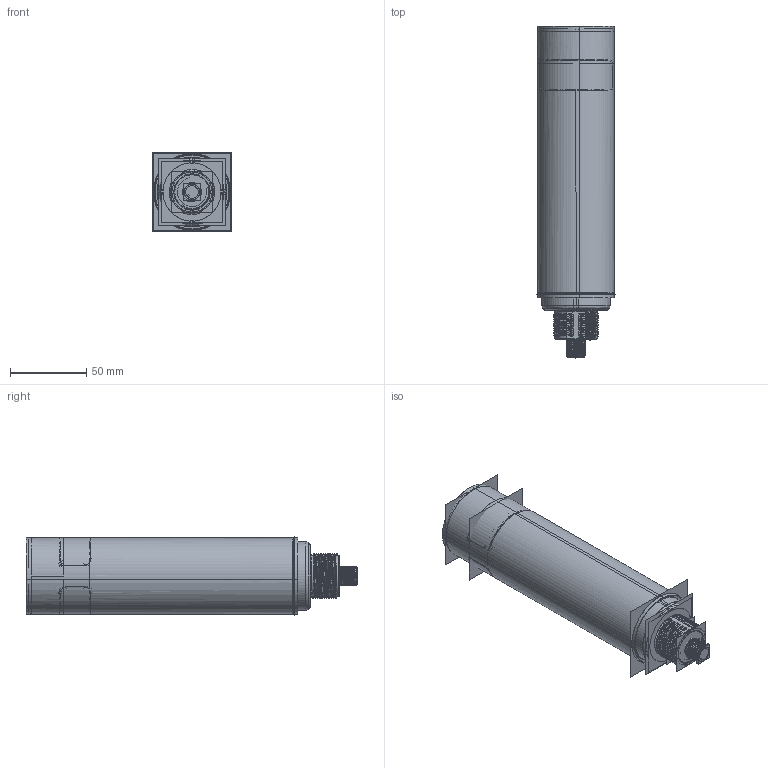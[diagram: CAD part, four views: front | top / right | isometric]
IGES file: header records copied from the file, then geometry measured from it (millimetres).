
Start section:  PTC IGES file: 219768.igs
Global section: file name: 219768.igs; native system: Creo Parametric by PTC Inc.; preprocessor: 2019292; author: PDMAdmin; organization: Unknown; date: 20220131.094440; units: millimetre
Bounding box: 52.52 x 218.13 x 52.52 mm (x, y, z)
Volume: 35480.7 mm3; surface area: 335613 mm2
Topology: 2 solids, 2 shells, 822 faces, 4136 edges, 5190 vertices
Faces by surface type: revolution 438, bspline 384
